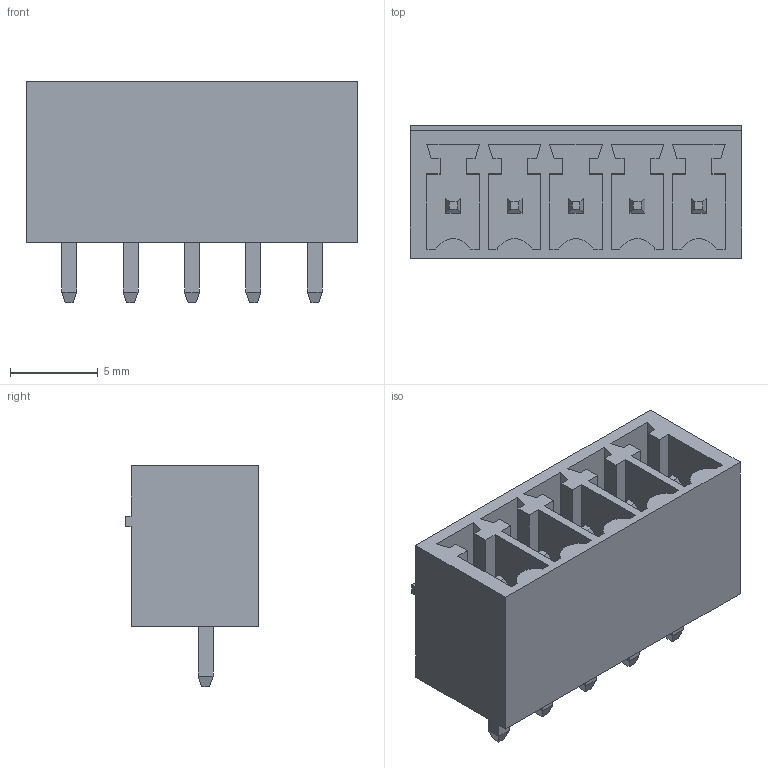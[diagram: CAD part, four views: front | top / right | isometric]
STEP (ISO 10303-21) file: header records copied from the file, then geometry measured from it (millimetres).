
FILE_DESCRIPTION(/* description */ ('model of PhoenixContact_MCV-G_05x3.50mm_Vertical.'),/* implementation_level */ FILE_NAME(/* name */ 'PhoenixContact_MCV-G_05x3.50mm_Vertical..stp',/* time_stamp */ '2017-02-23T23:19:11',/* author */ ('Rene Poeschl',''),/* organization */ (''),/* preprocessor_version */ '',/* originating_system */ '',/* authorisation */ '');
FILE_NAME(/* name */ 'PhoenixContact_MCV-G_05x3.50mm_Vertical..stp',/* time_stamp */ '2017-02-23T23:19:11',/* author */ ('Rene Poeschl',''),/* organization */ (''),/* preprocessor_version */ '',/* originating_system */ '',/* authorisation */ '');
FILE_SCHEMA(('AUTOMOTIVE_DESIGN_CC2 { 1 2 10303 214 -1 1 5 4 }'));
Length unit declared in the file: millimetre
Products named in the file (1): MCV_01x05_G_3_5mm
Bounding box: 18.9 x 7.55 x 12.6 mm (x, y, z)
Volume: 778.7 mm3; surface area: 1597.8 mm2
Topology: 1 solids, 1 shells, 175 faces, 434 edges, 276 vertices
Faces by surface type: plane 170, cylinder 5
Entity records: 11853 total; most frequent: CARTESIAN_POINT 1864, DIRECTION 1579, LINE 1202, VECTOR 1202, ORIENTED_EDGE 868, PCURVE 868, DEFINITIONAL_REPRESENTATION 868, EDGE_CURVE 434
